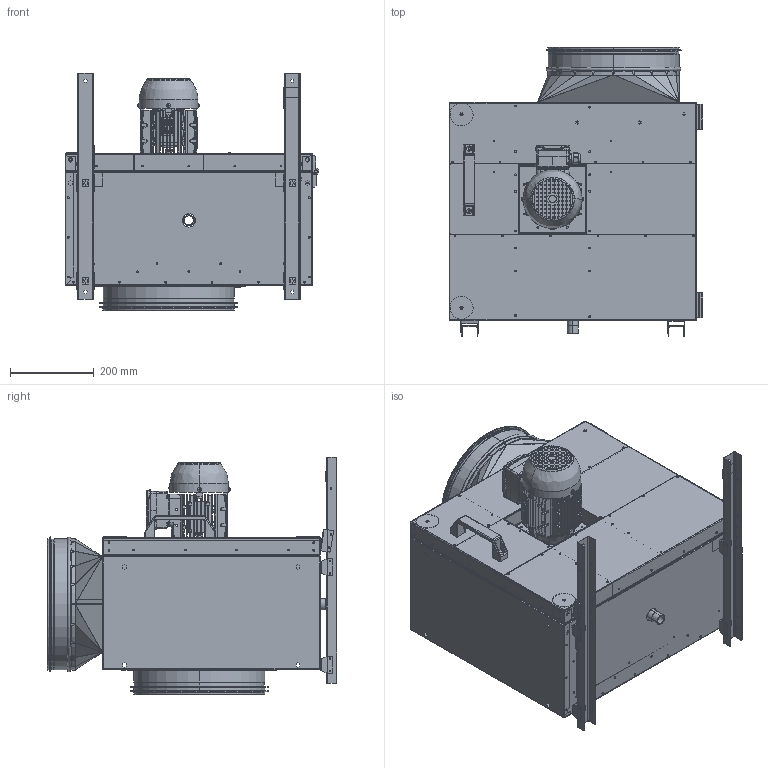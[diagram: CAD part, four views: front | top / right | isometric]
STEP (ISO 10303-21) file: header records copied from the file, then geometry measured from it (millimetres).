
FILE_DESCRIPTION (( 'STEP AP203' ), '1' );
FILE_NAME ('156624-00_MPS280D240_step.step', '2021-01-05T11:47:59', ( '' ), ( '' ), 'SwSTEP 2.0', 'SolidWorks 2017', '' );
FILE_SCHEMA (( 'CONFIG_CONTROL_DESIGN' ));
Products named in the file (2): 156624-00_MPS280D240_step
Bounding box: 607.03 x 691.64 x 567 mm (x, y, z)
Surface area: 5889915 mm2 (no closed solid volume)
Topology: 0 solids, 154 shells, 2298 faces, 10290 edges, 7820 vertices
Faces by surface type: plane 1271, cylinder 784, bspline 115, cone 72, torus 56
Entity records: 117914 total; most frequent: CARTESIAN_POINT 36148, DIRECTION 16452, ORIENTED_EDGE 14500, EDGE_CURVE 10290, VERTEX_POINT 7820, VECTOR 6434, LINE 6434, AXIS2_PLACEMENT_3D 5009
